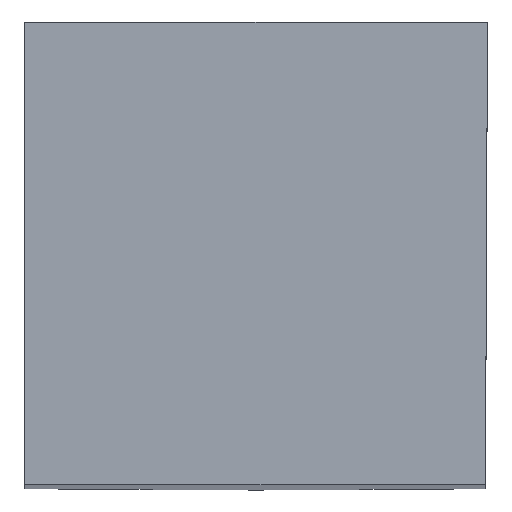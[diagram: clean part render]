
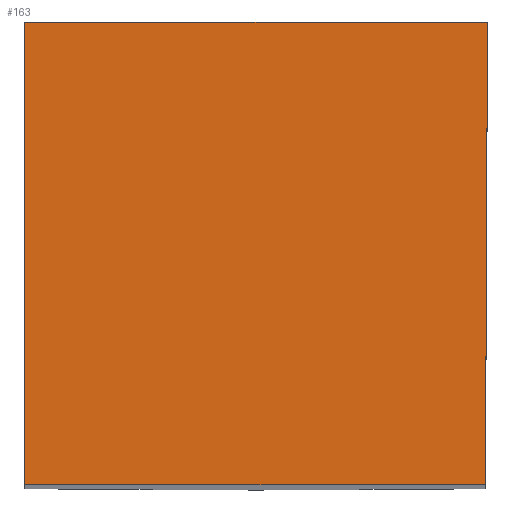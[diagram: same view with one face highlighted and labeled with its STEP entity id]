
A CAD part, top view. The second image highlights one B-rep face of the part: STEP entity #163.
In plain terms, the highlighted planar face has unit normal (0, 0, 1).
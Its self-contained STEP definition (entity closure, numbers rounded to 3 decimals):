
#129=FACE_OUTER_BOUND('',#360,.T.);
#163=ADVANCED_FACE('BLANK_BOXF006',(#129),#188,.F.);
#188=PLANE('',#821);
#215=LINE('',#1171,#269);
#240=LINE('',#1244,#294);
#247=LINE('',#1259,#301);
#248=LINE('',#1260,#302);
#269=VECTOR('',#922,1.);
#294=VECTOR('',#989,1.);
#301=VECTOR('',#1004,1.);
#302=VECTOR('',#1005,1.);
#360=EDGE_LOOP('',(#499,#500,#501,#502));
#499=ORIENTED_EDGE('',*,*,#673,.F.);
#500=ORIENTED_EDGE('',*,*,#665,.F.);
#501=ORIENTED_EDGE('',*,*,#674,.F.);
#502=ORIENTED_EDGE('',*,*,#628,.F.);
#562=VERTEX_POINT('',#1170);
#563=VERTEX_POINT('',#1172);
#589=VERTEX_POINT('',#1243);
#590=VERTEX_POINT('',#1245);
#628=EDGE_CURVE('',#562,#563,#215,.T.);
#665=EDGE_CURVE('',#589,#590,#240,.T.);
#673=EDGE_CURVE('',#590,#562,#247,.T.);
#674=EDGE_CURVE('',#563,#589,#248,.T.);
#821=AXIS2_PLACEMENT_3D('',#1261,#1006,#1007);
#922=DIRECTION('',(1.,0.,0.));
#989=DIRECTION('',(-1.,0.,0.));
#1004=DIRECTION('',(0.,1.,0.));
#1005=DIRECTION('',(-0.004,-1.,0.));
#1006=DIRECTION('',(0.,0.,-1.));
#1007=DIRECTION('',(-1.,0.,0.));
#1170=CARTESIAN_POINT('',(-15.875,15.875,0.));
#1171=CARTESIAN_POINT('',(-112.35,15.875,0.));
#1172=CARTESIAN_POINT('',(0.,15.875,0.));
#1243=CARTESIAN_POINT('',(-0.069,0.,0.));
#1244=CARTESIAN_POINT('',(112.35,0.,0.));
#1245=CARTESIAN_POINT('',(-15.875,0.,0.));
#1259=CARTESIAN_POINT('',(-15.875,-112.35,0.));
#1260=CARTESIAN_POINT('',(0.421,112.349,0.));
#1261=CARTESIAN_POINT('',(-20.875,-5.,0.));
